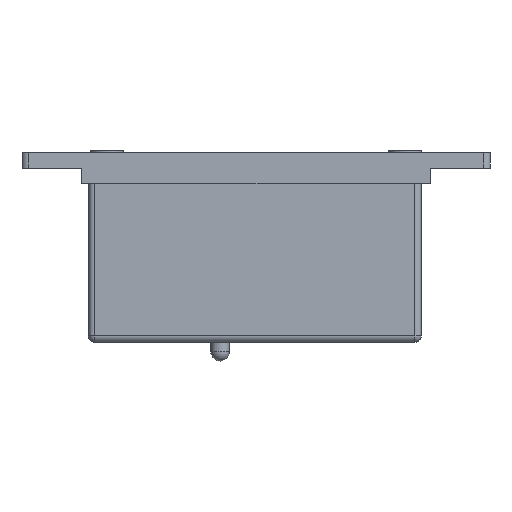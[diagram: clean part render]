
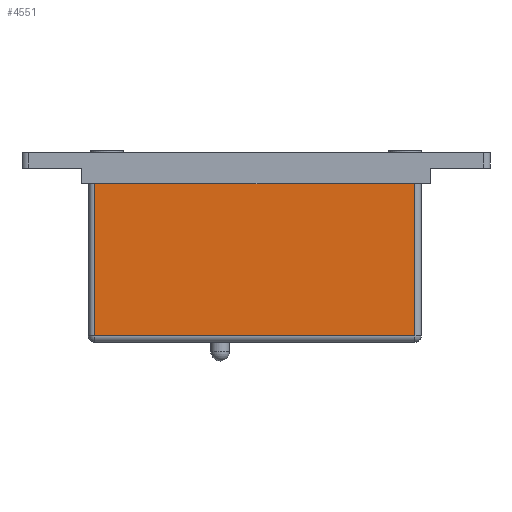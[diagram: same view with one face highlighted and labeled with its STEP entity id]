
A CAD part, front view. The second image highlights one B-rep face of the part: STEP entity #4551.
In plain terms, the highlighted planar face has unit normal (0, -1, 0).
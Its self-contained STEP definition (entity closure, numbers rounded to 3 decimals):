
#217=FACE_OUTER_BOUND('',#469,.T.);
#469=EDGE_LOOP('',(#2943,#2944,#2945,#2946));
#886=LINE('',#6635,#1339);
#887=LINE('',#6637,#1340);
#888=LINE('',#6639,#1341);
#889=LINE('',#6640,#1342);
#1339=VECTOR('',#5284,10.);
#1340=VECTOR('',#5285,10.);
#1341=VECTOR('',#5286,10.);
#1342=VECTOR('',#5287,10.);
#1809=VERTEX_POINT('',#6633);
#1810=VERTEX_POINT('',#6634);
#1811=VERTEX_POINT('',#6636);
#1812=VERTEX_POINT('',#6638);
#2255=EDGE_CURVE('',#1809,#1810,#886,.T.);
#2256=EDGE_CURVE('',#1811,#1809,#887,.T.);
#2257=EDGE_CURVE('',#1812,#1811,#888,.T.);
#2258=EDGE_CURVE('',#1810,#1812,#889,.T.);
#2943=ORIENTED_EDGE('',*,*,#2255,.F.);
#2944=ORIENTED_EDGE('',*,*,#2256,.F.);
#2945=ORIENTED_EDGE('',*,*,#2257,.F.);
#2946=ORIENTED_EDGE('',*,*,#2258,.F.);
#4127=PLANE('',#4842);
#4551=ADVANCED_FACE('',(#217),#4127,.T.);
#4842=AXIS2_PLACEMENT_3D('',#6632,#5282,#5283);
#5282=DIRECTION('center_axis',(0.,-1.,0.));
#5283=DIRECTION('ref_axis',(0.,0.,-1.));
#5284=DIRECTION('',(0.,0.,-1.));
#5285=DIRECTION('',(1.,0.,0.));
#5286=DIRECTION('',(0.,0.,1.));
#5287=DIRECTION('',(-1.,0.,0.));
#6632=CARTESIAN_POINT('Origin',(0.,0.,0.));
#6633=CARTESIAN_POINT('',(52.,0.,0.));
#6634=CARTESIAN_POINT('',(52.,0.,-26.7));
#6635=CARTESIAN_POINT('',(52.,0.,0.));
#6636=CARTESIAN_POINT('',(1.,0.,0.));
#6637=CARTESIAN_POINT('',(0.,0.,0.));
#6638=CARTESIAN_POINT('',(1.,0.,-26.7));
#6639=CARTESIAN_POINT('',(1.,0.,0.));
#6640=CARTESIAN_POINT('',(13.25,0.,-26.7));
